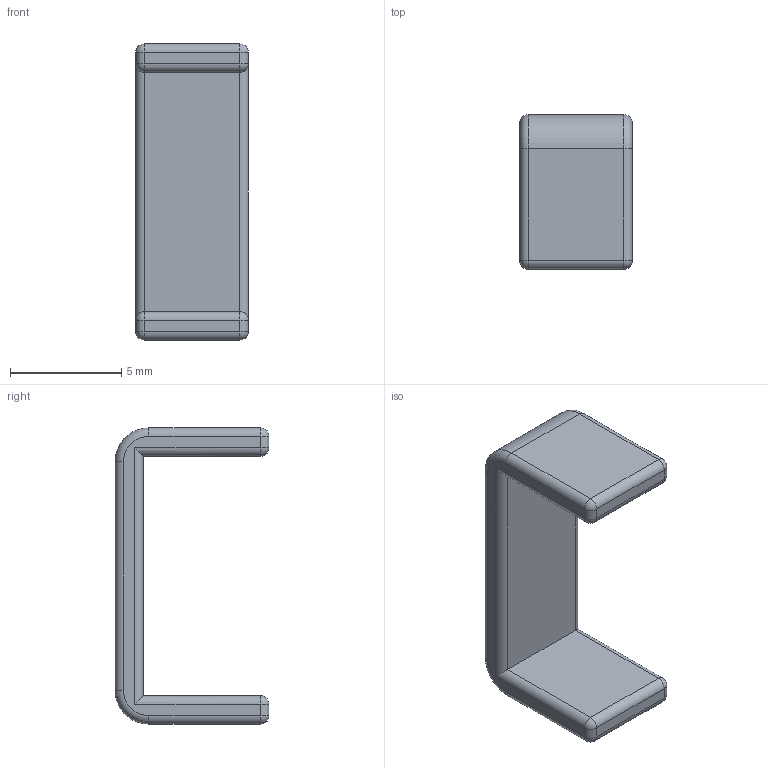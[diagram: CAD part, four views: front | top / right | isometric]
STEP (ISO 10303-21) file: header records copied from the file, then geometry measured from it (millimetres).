
FILE_DESCRIPTION(('FreeCAD Model'),'2;1');
FILE_NAME( '15812.step', '2021-06-16T13:36:27',('Author'),(''), 'Open CASCADE STEP processor 7.3','FreeCAD','Unknown');
FILE_SCHEMA(('AUTOMOTIVE_DESIGN { 1 0 10303 214 1 1 1 1 }'));
Length unit declared in the file: millimetre
Products named in the file (1): 15812
Bounding box: 5.08 x 6.93 x 13.34 mm (x, y, z)
Volume: 150.3 mm3; surface area: 297.5 mm2
Topology: 1 solids, 1 shells, 44 faces, 90 edges, 48 vertices
Faces by surface type: cylinder 22, plane 10, sphere 8, torus 4
Entity records: 3031 total; most frequent: CARTESIAN_POINT 1143, DIRECTION 370, LINE 190, VECTOR 190, ORIENTED_EDGE 180, PCURVE 180, DEFINITIONAL_REPRESENTATION 180, EDGE_CURVE 90
